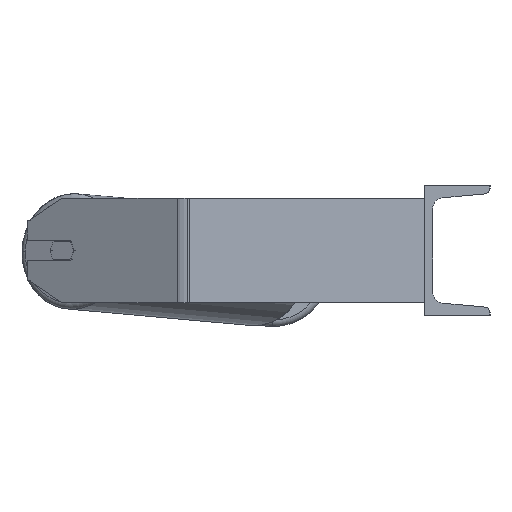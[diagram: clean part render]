
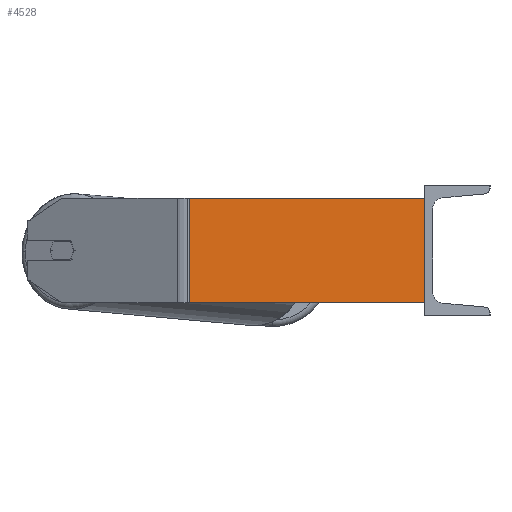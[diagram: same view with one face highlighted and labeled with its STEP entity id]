
A CAD part, left-side view. The second image highlights one B-rep face of the part: STEP entity #4528.
In plain terms, the highlighted planar face has unit normal (-0.996, -0.087, 0).
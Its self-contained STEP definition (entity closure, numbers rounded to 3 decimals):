
#550 = CARTESIAN_POINT ( 'NONE',  ( -501.26, 185.849, 40. ) ) ;
#596 = ORIENTED_EDGE ( 'NONE', *, *, #8804, .F. ) ;
#694 = VECTOR ( 'NONE', #7831, 1000. ) ;
#781 = DIRECTION ( 'NONE',  ( 0.087, -0.996, 0. ) ) ;
#1492 = CARTESIAN_POINT ( 'NONE',  ( -485., 0., -40. ) ) ;
#1802 = CARTESIAN_POINT ( 'NONE',  ( -501.26, 185.849, 40. ) ) ;
#2077 = ORIENTED_EDGE ( 'NONE', *, *, #2808, .F. ) ;
#2544 = EDGE_CURVE ( 'NONE', #7022, #4780, #5702, .T. ) ;
#2722 = DIRECTION ( 'NONE',  ( 0.087, -0.996, 0. ) ) ;
#2808 = EDGE_CURVE ( 'NONE', #8116, #6346, #3256, .T. ) ;
#2857 = VECTOR ( 'NONE', #2722, 1000. ) ;
#3189 = DIRECTION ( 'NONE',  ( 0.996, 0.087, 0. ) ) ;
#3190 = CARTESIAN_POINT ( 'NONE',  ( -500.82, 180.824, 40. ) ) ;
#3256 = LINE ( 'NONE', #4039, #5266 ) ;
#3263 = EDGE_LOOP ( 'NONE', ( #6206, #2077, #596, #4871 ) ) ;
#4039 = CARTESIAN_POINT ( 'NONE',  ( -485., 0., 40. ) ) ;
#4124 = VECTOR ( 'NONE', #781, 1000. ) ;
#4286 = CARTESIAN_POINT ( 'NONE',  ( -501.26, 185.849, -40. ) ) ;
#4528 = ADVANCED_FACE ( 'NONE', ( #7338 ), #6700, .F. ) ;
#4780 = VERTEX_POINT ( 'NONE', #7969 ) ;
#4871 = ORIENTED_EDGE ( 'NONE', *, *, #2544, .T. ) ;
#5266 = VECTOR ( 'NONE', #7007, 1000. ) ;
#5488 = LINE ( 'NONE', #550, #2857 ) ;
#5702 = LINE ( 'NONE', #8526, #694 ) ;
#6206 = ORIENTED_EDGE ( 'NONE', *, *, #9062, .T. ) ;
#6346 = VERTEX_POINT ( 'NONE', #1492 ) ;
#6367 = LINE ( 'NONE', #4286, #4124 ) ;
#6700 = PLANE ( 'NONE',  #8988 ) ;
#7007 = DIRECTION ( 'NONE',  ( 0., 0., -1. ) ) ;
#7022 = VERTEX_POINT ( 'NONE', #3190 ) ;
#7338 = FACE_OUTER_BOUND ( 'NONE', #3263, .T. ) ;
#7831 = DIRECTION ( 'NONE',  ( 0., 0., -1. ) ) ;
#7861 = CARTESIAN_POINT ( 'NONE',  ( -485., 0., 40. ) ) ;
#7969 = CARTESIAN_POINT ( 'NONE',  ( -500.82, 180.824, -40. ) ) ;
#8116 = VERTEX_POINT ( 'NONE', #7861 ) ;
#8526 = CARTESIAN_POINT ( 'NONE',  ( -500.82, 180.824, 40. ) ) ;
#8783 = DIRECTION ( 'NONE',  ( -0.087, 0.996, 0. ) ) ;
#8804 = EDGE_CURVE ( 'NONE', #7022, #8116, #5488, .T. ) ;
#8988 = AXIS2_PLACEMENT_3D ( 'NONE', #1802, #3189, #8783 ) ;
#9062 = EDGE_CURVE ( 'NONE', #4780, #6346, #6367, .T. ) ;
